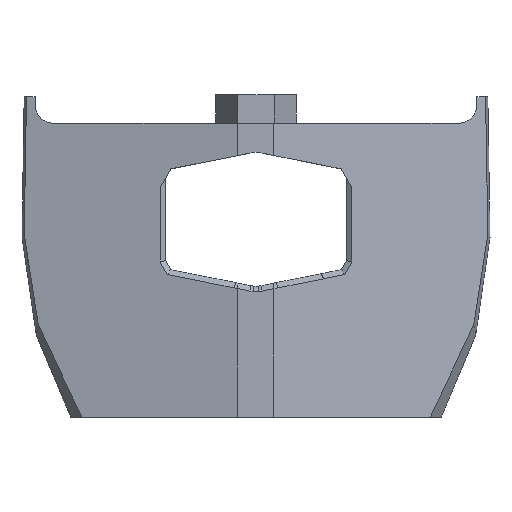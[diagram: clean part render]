
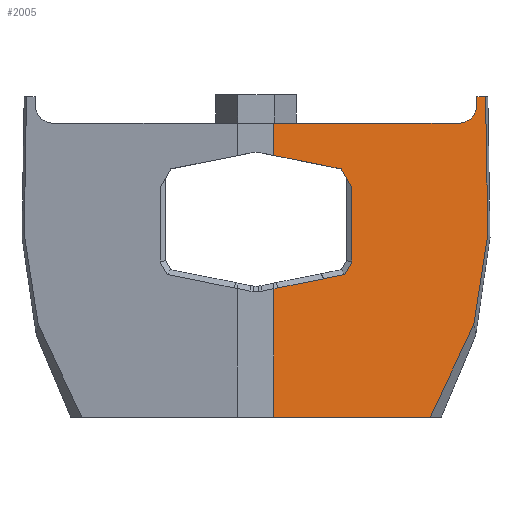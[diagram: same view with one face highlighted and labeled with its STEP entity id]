
A CAD part, top view. The second image highlights one B-rep face of the part: STEP entity #2005.
In plain terms, the highlighted planar face has unit normal (0.184, 0, 0.983).
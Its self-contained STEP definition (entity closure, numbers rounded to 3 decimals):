
#23=ELLIPSE('',#2136,2.107,2.);
#54=FACE_OUTER_BOUND('',#167,.T.);
#167=EDGE_LOOP('',(#1416,#1417,#1418,#1419,#1420,#1421,#1422,#1423,#1424,
#1425,#1426,#1427,#1428,#1429,#1430,#1431,#1432,#1433,#1434,#1435,#1436,
#1437,#1438,#1439));
#261=LINE('',#2744,#542);
#284=LINE('',#2793,#565);
#305=LINE('',#2838,#586);
#309=LINE('',#2846,#590);
#313=LINE('',#2854,#594);
#317=LINE('',#2862,#598);
#320=LINE('',#2868,#601);
#322=LINE('',#2872,#603);
#327=LINE('',#2882,#608);
#341=LINE('',#2908,#622);
#342=LINE('',#2910,#623);
#343=LINE('',#2912,#624);
#344=LINE('',#2914,#625);
#345=LINE('',#2916,#626);
#346=LINE('',#2918,#627);
#347=LINE('',#2920,#628);
#348=LINE('',#2922,#629);
#349=LINE('',#2925,#630);
#350=LINE('',#2927,#631);
#351=LINE('',#2929,#632);
#352=LINE('',#2931,#633);
#353=LINE('',#2933,#634);
#354=LINE('',#2934,#635);
#542=VECTOR('',#2230,10.);
#565=VECTOR('',#2277,10.);
#586=VECTOR('',#2308,10.);
#590=VECTOR('',#2314,10.);
#594=VECTOR('',#2320,10.);
#598=VECTOR('',#2326,10.);
#601=VECTOR('',#2331,10.);
#603=VECTOR('',#2335,10.);
#608=VECTOR('',#2342,10.);
#622=VECTOR('',#2366,10.);
#623=VECTOR('',#2367,10.);
#624=VECTOR('',#2368,10.);
#625=VECTOR('',#2369,10.);
#626=VECTOR('',#2370,10.);
#627=VECTOR('',#2371,10.);
#628=VECTOR('',#2372,10.);
#629=VECTOR('',#2373,10.);
#630=VECTOR('',#2376,10.);
#631=VECTOR('',#2377,10.);
#632=VECTOR('',#2378,10.);
#633=VECTOR('',#2379,10.);
#634=VECTOR('',#2380,10.);
#635=VECTOR('',#2381,10.);
#825=VERTEX_POINT('',#2741);
#826=VERTEX_POINT('',#2743);
#840=VERTEX_POINT('',#2792);
#858=VERTEX_POINT('',#2835);
#859=VERTEX_POINT('',#2837);
#862=VERTEX_POINT('',#2845);
#865=VERTEX_POINT('',#2853);
#868=VERTEX_POINT('',#2860);
#870=VERTEX_POINT('',#2866);
#871=VERTEX_POINT('',#2871);
#875=VERTEX_POINT('',#2880);
#882=VERTEX_POINT('',#2907);
#883=VERTEX_POINT('',#2909);
#884=VERTEX_POINT('',#2911);
#885=VERTEX_POINT('',#2913);
#886=VERTEX_POINT('',#2915);
#887=VERTEX_POINT('',#2917);
#888=VERTEX_POINT('',#2919);
#889=VERTEX_POINT('',#2921);
#890=VERTEX_POINT('',#2923);
#891=VERTEX_POINT('',#2926);
#892=VERTEX_POINT('',#2928);
#893=VERTEX_POINT('',#2930);
#894=VERTEX_POINT('',#2932);
#1004=EDGE_CURVE('',#825,#826,#261,.T.);
#1029=EDGE_CURVE('',#826,#840,#284,.T.);
#1050=EDGE_CURVE('',#858,#859,#305,.T.);
#1054=EDGE_CURVE('',#859,#862,#309,.T.);
#1058=EDGE_CURVE('',#862,#865,#313,.T.);
#1062=EDGE_CURVE('',#868,#858,#317,.T.);
#1065=EDGE_CURVE('',#870,#868,#320,.T.);
#1067=EDGE_CURVE('',#871,#870,#322,.T.);
#1072=EDGE_CURVE('',#875,#871,#327,.T.);
#1086=EDGE_CURVE('',#865,#882,#341,.T.);
#1087=EDGE_CURVE('',#883,#875,#342,.T.);
#1088=EDGE_CURVE('',#884,#883,#343,.T.);
#1089=EDGE_CURVE('',#885,#884,#344,.T.);
#1090=EDGE_CURVE('',#886,#885,#345,.T.);
#1091=EDGE_CURVE('',#887,#886,#346,.T.);
#1092=EDGE_CURVE('',#888,#887,#347,.T.);
#1093=EDGE_CURVE('',#889,#888,#348,.T.);
#1094=EDGE_CURVE('',#890,#889,#23,.T.);
#1095=EDGE_CURVE('',#840,#890,#349,.T.);
#1096=EDGE_CURVE('',#891,#825,#350,.T.);
#1097=EDGE_CURVE('',#892,#891,#351,.T.);
#1098=EDGE_CURVE('',#893,#892,#352,.T.);
#1099=EDGE_CURVE('',#894,#893,#353,.T.);
#1100=EDGE_CURVE('',#882,#894,#354,.T.);
#1416=ORIENTED_EDGE('',*,*,#1086,.F.);
#1417=ORIENTED_EDGE('',*,*,#1058,.F.);
#1418=ORIENTED_EDGE('',*,*,#1054,.F.);
#1419=ORIENTED_EDGE('',*,*,#1050,.F.);
#1420=ORIENTED_EDGE('',*,*,#1062,.F.);
#1421=ORIENTED_EDGE('',*,*,#1065,.F.);
#1422=ORIENTED_EDGE('',*,*,#1067,.F.);
#1423=ORIENTED_EDGE('',*,*,#1072,.F.);
#1424=ORIENTED_EDGE('',*,*,#1087,.F.);
#1425=ORIENTED_EDGE('',*,*,#1088,.F.);
#1426=ORIENTED_EDGE('',*,*,#1089,.F.);
#1427=ORIENTED_EDGE('',*,*,#1090,.F.);
#1428=ORIENTED_EDGE('',*,*,#1091,.F.);
#1429=ORIENTED_EDGE('',*,*,#1092,.F.);
#1430=ORIENTED_EDGE('',*,*,#1093,.F.);
#1431=ORIENTED_EDGE('',*,*,#1094,.F.);
#1432=ORIENTED_EDGE('',*,*,#1095,.F.);
#1433=ORIENTED_EDGE('',*,*,#1029,.F.);
#1434=ORIENTED_EDGE('',*,*,#1004,.F.);
#1435=ORIENTED_EDGE('',*,*,#1096,.F.);
#1436=ORIENTED_EDGE('',*,*,#1097,.F.);
#1437=ORIENTED_EDGE('',*,*,#1098,.F.);
#1438=ORIENTED_EDGE('',*,*,#1099,.F.);
#1439=ORIENTED_EDGE('',*,*,#1100,.F.);
#1897=PLANE('',#2135);
#2005=ADVANCED_FACE('',(#54),#1897,.F.);
#2135=AXIS2_PLACEMENT_3D('',#2906,#2364,#2365);
#2136=AXIS2_PLACEMENT_3D('',#2924,#2374,#2375);
#2230=DIRECTION('',(0.983,0.,-0.184));
#2277=DIRECTION('',(0.983,0.,-0.184));
#2308=DIRECTION('',(0.965,0.193,-0.18));
#2314=DIRECTION('',(0.501,0.86,-0.094));
#2320=DIRECTION('',(0.,1.,0.));
#2326=DIRECTION('',(0.965,0.193,-0.18));
#2331=DIRECTION('',(0.965,0.193,-0.18));
#2335=DIRECTION('',(0.965,0.193,-0.18));
#2342=DIRECTION('',(0.918,0.358,-0.171));
#2364=DIRECTION('center_axis',(-0.184,0.,-0.983));
#2365=DIRECTION('ref_axis',(-0.983,0.,0.184));
#2366=DIRECTION('',(-0.501,0.86,0.094));
#2367=DIRECTION('',(0.,1.,0.));
#2368=DIRECTION('',(-0.983,0.,0.184));
#2369=DIRECTION('',(-0.425,-0.902,0.079));
#2370=DIRECTION('',(-0.153,-0.988,0.029));
#2371=DIRECTION('',(0.016,-1.,-0.003));
#2372=DIRECTION('',(0.983,0.,-0.184));
#2373=DIRECTION('',(0.,1.,0.));
#2374=DIRECTION('center_axis',(0.184,0.,0.983));
#2375=DIRECTION('ref_axis',(-0.983,0.,0.184));
#2376=DIRECTION('',(0.983,0.,-0.184));
#2377=DIRECTION('',(0.,1.,0.));
#2378=DIRECTION('',(-0.964,0.195,0.18));
#2379=DIRECTION('',(-0.965,0.193,0.18));
#2380=DIRECTION('',(-0.965,0.193,0.18));
#2381=DIRECTION('',(-0.965,0.193,0.18));
#2741=CARTESIAN_POINT('',(1.982,13.25,40.99));
#2743=CARTESIAN_POINT('',(4.373,13.25,40.543));
#2744=CARTESIAN_POINT('',(7.484,13.25,39.962));
#2792=CARTESIAN_POINT('',(14.,13.25,38.745));
#2793=CARTESIAN_POINT('',(7.484,13.25,39.962));
#2835=CARTESIAN_POINT('',(7.45,-3.934,39.968));
#2837=CARTESIAN_POINT('',(9.792,-3.466,39.531));
#2838=CARTESIAN_POINT('',(5.757,-4.273,40.285));
#2845=CARTESIAN_POINT('',(10.598,-2.083,39.38));
#2846=CARTESIAN_POINT('',(9.466,-4.024,39.592));
#2853=CARTESIAN_POINT('',(10.598,6.17,39.38));
#2854=CARTESIAN_POINT('',(10.598,2.831,39.38));
#2860=CARTESIAN_POINT('',(7.415,-3.941,39.975));
#2862=CARTESIAN_POINT('',(4.698,-4.485,40.483));
#2866=CARTESIAN_POINT('',(2.424,-4.939,40.907));
#2868=CARTESIAN_POINT('',(4.681,-4.488,40.486));
#2871=CARTESIAN_POINT('',(1.984,-5.027,40.99));
#2872=CARTESIAN_POINT('',(2.267,-4.971,40.937));
#2880=CARTESIAN_POINT('',(1.982,-5.028,40.99));
#2882=CARTESIAN_POINT('',(1.785,-5.105,41.027));
#2906=CARTESIAN_POINT('Origin',(0.562,-1.52,41.255));
#2907=CARTESIAN_POINT('',(9.419,8.193,39.601));
#2908=CARTESIAN_POINT('',(10.457,6.412,39.406));
#2909=CARTESIAN_POINT('',(1.982,-19.24,40.99));
#2910=CARTESIAN_POINT('',(1.982,-1.52,40.99));
#2911=CARTESIAN_POINT('',(19.228,-19.24,37.768));
#2912=CARTESIAN_POINT('',(-9.112,-19.24,43.063));
#2913=CARTESIAN_POINT('',(24.054,-8.998,36.866));
#2914=CARTESIAN_POINT('',(22.531,-12.23,37.151));
#2915=CARTESIAN_POINT('',(25.605,0.987,36.576));
#2916=CARTESIAN_POINT('',(24.614,-5.387,36.761));
#2917=CARTESIAN_POINT('',(25.356,16.2,36.623));
#2918=CARTESIAN_POINT('',(25.639,-1.096,36.57));
#2919=CARTESIAN_POINT('',(24.399,16.2,36.802));
#2920=CARTESIAN_POINT('',(13.206,16.2,38.893));
#2921=CARTESIAN_POINT('',(24.399,15.25,36.802));
#2922=CARTESIAN_POINT('',(24.399,7.34,36.802));
#2923=CARTESIAN_POINT('',(22.328,13.25,37.189));
#2924=CARTESIAN_POINT('Origin',(22.328,15.25,37.189));
#2925=CARTESIAN_POINT('',(11.598,13.25,39.193));
#2926=CARTESIAN_POINT('',(1.982,9.681,40.99));
#2927=CARTESIAN_POINT('',(1.982,-1.52,40.99));
#2928=CARTESIAN_POINT('',(2.205,9.636,40.948));
#2929=CARTESIAN_POINT('',(2.756,9.524,40.845));
#2930=CARTESIAN_POINT('',(7.194,8.638,40.016));
#2931=CARTESIAN_POINT('',(2.926,9.491,40.814));
#2932=CARTESIAN_POINT('',(7.23,8.63,40.01));
#2933=CARTESIAN_POINT('',(5.339,9.009,40.363));
#2934=CARTESIAN_POINT('',(5.356,9.005,40.36));
